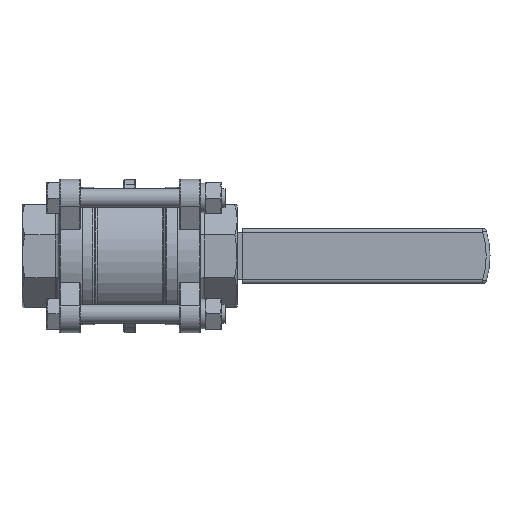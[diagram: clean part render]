
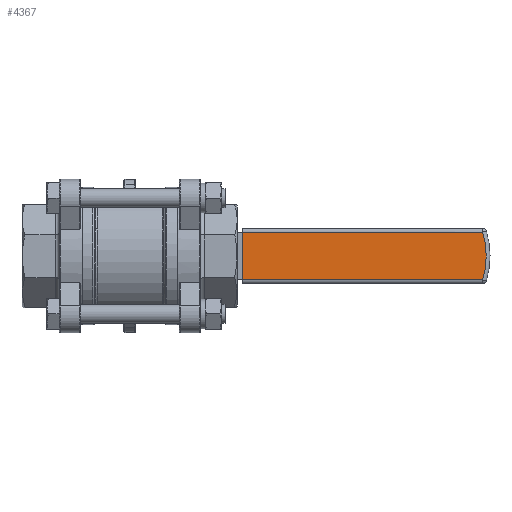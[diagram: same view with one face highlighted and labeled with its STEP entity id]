
A CAD part, left-side view. The second image highlights one B-rep face of the part: STEP entity #4367.
In plain terms, the highlighted face is planar.
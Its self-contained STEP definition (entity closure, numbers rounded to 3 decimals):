
#4367=ADVANCED_FACE('',(#8588),#8589,.T.);
#8588=FACE_OUTER_BOUND('',#25717,.T.);
#8589=PLANE('',#25718);
#25717=EDGE_LOOP('',(#37054,#37055,#37056,#37057));
#25718=AXIS2_PLACEMENT_3D('',#37058,#37059,#37060);
#37054=ORIENTED_EDGE('',*,*,#42179,.F.);
#37055=ORIENTED_EDGE('',*,*,#42194,.T.);
#37056=ORIENTED_EDGE('',*,*,#42195,.T.);
#37057=ORIENTED_EDGE('',*,*,#42196,.T.);
#37058=CARTESIAN_POINT('',(46.036,0.,-8.0));
#37059=DIRECTION('',(0.0,0.0,-1.0));
#37060=DIRECTION('',(1.0,0.0,0.0));
#42179=EDGE_CURVE('',#48894,#48896,#48897,.T.);
#42194=EDGE_CURVE('',#48894,#48870,#48919,.F.);
#42195=EDGE_CURVE('',#48870,#48920,#48921,.T.);
#42196=EDGE_CURVE('',#48920,#48896,#48922,.F.);
#48870=VERTEX_POINT('',#66149);
#48894=VERTEX_POINT('',#66181);
#48896=VERTEX_POINT('',#66183);
#48897=LINE('',#66184,#66185);
#48919=LINE('',#66214,#66215);
#48920=VERTEX_POINT('',#66216);
#48921=CIRCLE('',#66217,44.036);
#48922=LINE('',#66218,#66219);
#66149=CARTESIAN_POINT('',(3.811,-12.5,-8.0));
#66181=CARTESIAN_POINT('',(129.989,-12.5,-8.0));
#66183=CARTESIAN_POINT('',(129.85,12.5,-8.0));
#66184=CARTESIAN_POINT('',(130.0,-14.5,-8.0));
#66185=VECTOR('',#70632,1.0);
#66214=CARTESIAN_POINT('',(2.343,-12.5,-8.0));
#66215=VECTOR('',#70652,1.0);
#66216=CARTESIAN_POINT('',(3.811,12.5,-8.0));
#66217=AXIS2_PLACEMENT_3D('',#70653,#70654,#70655);
#66218=CARTESIAN_POINT('',(129.839,12.5,-8.0));
#66219=VECTOR('',#70656,1.0);
#70632=DIRECTION('',(-0.006,1.,0.0));
#70652=DIRECTION('',(1.0,0.0,0.0));
#70653=CARTESIAN_POINT('',(46.036,0.,-8.0));
#70654=DIRECTION('',(0.0,0.0,-1.0));
#70655=DIRECTION('',(-1.0,0.0,0.0));
#70656=DIRECTION('',(-1.0,0.0,0.0));
